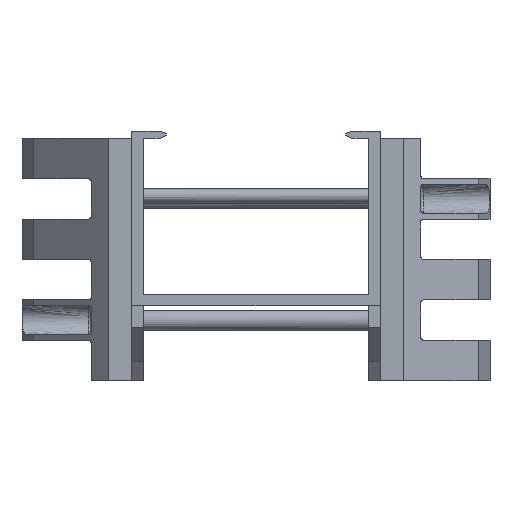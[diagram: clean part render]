
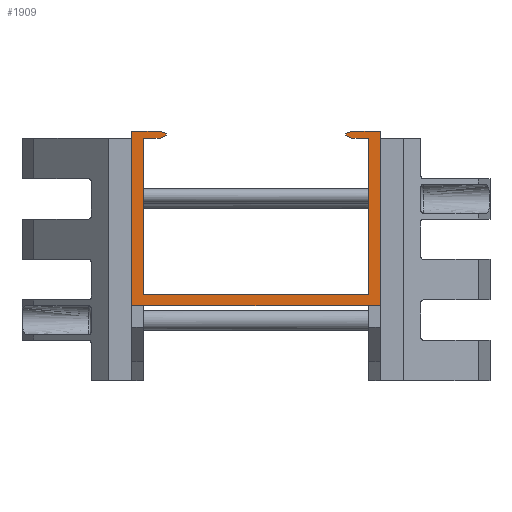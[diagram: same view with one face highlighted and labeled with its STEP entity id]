
A CAD part, front view. The second image highlights one B-rep face of the part: STEP entity #1909.
In plain terms, the highlighted free-form (B-spline) face has degree [1, 1] with [2, 2] control points.
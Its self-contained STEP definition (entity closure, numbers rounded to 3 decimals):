
#24 = VERTEX_POINT('',#25);
#25 = CARTESIAN_POINT('',(-202.898,-2241.317,
    -9.437));
#30 = EDGE_CURVE('',#24,#31,#33,.T.);
#31 = VERTEX_POINT('',#32);
#32 = CARTESIAN_POINT('',(-202.898,-2241.317,
    275.564));
#33 = B_SPLINE_CURVE_WITH_KNOTS('',1,(#34,#35),.UNSPECIFIED.,.F.,.F.,(2,
    2),(-290.,12.),.PIECEWISE_BEZIER_KNOTS.);
#34 = CARTESIAN_POINT('',(-202.898,-2241.317,
    -9.437));
#35 = CARTESIAN_POINT('',(-202.898,-2241.317,
    275.564));
#1909 = ADVANCED_FACE('',(#1910),#2016,.T.);
#1910 = FACE_BOUND('',#1911,.T.);
#1911 = EDGE_LOOP('',(#1912,#1921,#1928,#1935,#1942,#1949,#1954,#1955,
    #1962,#1969,#1976,#1983,#1990,#1997,#2004,#2011));
#1912 = ORIENTED_EDGE('',*,*,#1913,.F.);
#1913 = EDGE_CURVE('',#1914,#1916,#1918,.T.);
#1914 = VERTEX_POINT('',#1915);
#1915 = CARTESIAN_POINT('',(-184.024,-2241.317,
    264.239));
#1916 = VERTEX_POINT('',#1917);
#1917 = CARTESIAN_POINT('',(-184.024,-2241.317,
    9.437));
#1918 = B_SPLINE_CURVE_WITH_KNOTS('',1,(#1919,#1920),.UNSPECIFIED.,.F.,
  .F.,(2,2),(0.,270.),.PIECEWISE_BEZIER_KNOTS.);
#1919 = CARTESIAN_POINT('',(-184.024,-2241.317,
    264.239));
#1920 = CARTESIAN_POINT('',(-184.024,-2241.317,
    9.437));
#1921 = ORIENTED_EDGE('',*,*,#1922,.T.);
#1922 = EDGE_CURVE('',#1914,#1923,#1925,.T.);
#1923 = VERTEX_POINT('',#1924);
#1924 = CARTESIAN_POINT('',(-156.528,-2241.317,
    264.239));
#1925 = B_SPLINE_CURVE_WITH_KNOTS('',1,(#1926,#1927),.UNSPECIFIED.,.F.,
  .F.,(2,2),(-40.,-10.864),.PIECEWISE_BEZIER_KNOTS.);
#1926 = CARTESIAN_POINT('',(-184.024,-2241.317,
    264.239));
#1927 = CARTESIAN_POINT('',(-156.528,-2241.317,
    264.239));
#1928 = ORIENTED_EDGE('',*,*,#1929,.F.);
#1929 = EDGE_CURVE('',#1930,#1923,#1932,.T.);
#1930 = VERTEX_POINT('',#1931);
#1931 = CARTESIAN_POINT('',(-146.275,-2241.317,
    268.486));
#1932 = B_SPLINE_CURVE_WITH_KNOTS('',1,(#1933,#1934),.UNSPECIFIED.,.F.,
  .F.,(2,2),(-16.511,-4.752),.PIECEWISE_BEZIER_KNOTS.);
#1933 = CARTESIAN_POINT('',(-146.275,-2241.317,
    268.486));
#1934 = CARTESIAN_POINT('',(-156.528,-2241.317,
    264.239));
#1935 = ORIENTED_EDGE('',*,*,#1936,.T.);
#1936 = EDGE_CURVE('',#1930,#1937,#1939,.T.);
#1937 = VERTEX_POINT('',#1938);
#1938 = CARTESIAN_POINT('',(-146.275,-2241.317,
    271.317));
#1939 = B_SPLINE_CURVE_WITH_KNOTS('',1,(#1940,#1941),.UNSPECIFIED.,.F.,
  .F.,(2,2),(-7.5,-4.5),.PIECEWISE_BEZIER_KNOTS.);
#1940 = CARTESIAN_POINT('',(-146.275,-2241.317,
    268.486));
#1941 = CARTESIAN_POINT('',(-146.275,-2241.317,
    271.317));
#1942 = ORIENTED_EDGE('',*,*,#1943,.F.);
#1943 = EDGE_CURVE('',#1944,#1937,#1946,.T.);
#1944 = VERTEX_POINT('',#1945);
#1945 = CARTESIAN_POINT('',(-156.528,-2241.317,
    275.564));
#1946 = B_SPLINE_CURVE_WITH_KNOTS('',1,(#1947,#1948),.UNSPECIFIED.,.F.,
  .F.,(2,2),(4.752,16.511),.PIECEWISE_BEZIER_KNOTS.);
#1947 = CARTESIAN_POINT('',(-156.528,-2241.317,
    275.564));
#1948 = CARTESIAN_POINT('',(-146.275,-2241.317,
    271.317));
#1949 = ORIENTED_EDGE('',*,*,#1950,.T.);
#1950 = EDGE_CURVE('',#1944,#31,#1951,.T.);
#1951 = B_SPLINE_CURVE_WITH_KNOTS('',1,(#1952,#1953),.UNSPECIFIED.,.F.,
  .F.,(2,2),(-49.136,0.),.PIECEWISE_BEZIER_KNOTS.);
#1952 = CARTESIAN_POINT('',(-156.528,-2241.317,
    275.564));
#1953 = CARTESIAN_POINT('',(-202.898,-2241.317,
    275.564));
#1954 = ORIENTED_EDGE('',*,*,#30,.F.);
#1955 = ORIENTED_EDGE('',*,*,#1956,.T.);
#1956 = EDGE_CURVE('',#24,#1957,#1959,.T.);
#1957 = VERTEX_POINT('',#1958);
#1958 = CARTESIAN_POINT('',(202.898,-2241.317,
    -9.437));
#1959 = B_SPLINE_CURVE_WITH_KNOTS('',1,(#1960,#1961),.UNSPECIFIED.,.F.,
  .F.,(2,2),(-10.,420.),.PIECEWISE_BEZIER_KNOTS.);
#1960 = CARTESIAN_POINT('',(-202.898,-2241.317,
    -9.437));
#1961 = CARTESIAN_POINT('',(202.898,-2241.317,
    -9.437));
#1962 = ORIENTED_EDGE('',*,*,#1963,.T.);
#1963 = EDGE_CURVE('',#1957,#1964,#1966,.T.);
#1964 = VERTEX_POINT('',#1965);
#1965 = CARTESIAN_POINT('',(202.898,-2241.317,
    275.564));
#1966 = B_SPLINE_CURVE_WITH_KNOTS('',1,(#1967,#1968),.UNSPECIFIED.,.F.,
  .F.,(2,2),(-290.,12.),.PIECEWISE_BEZIER_KNOTS.);
#1967 = CARTESIAN_POINT('',(202.898,-2241.317,
    -9.437));
#1968 = CARTESIAN_POINT('',(202.898,-2241.317,
    275.564));
#1969 = ORIENTED_EDGE('',*,*,#1970,.T.);
#1970 = EDGE_CURVE('',#1964,#1971,#1973,.T.);
#1971 = VERTEX_POINT('',#1972);
#1972 = CARTESIAN_POINT('',(156.528,-2241.317,
    275.564));
#1973 = B_SPLINE_CURVE_WITH_KNOTS('',1,(#1974,#1975),.UNSPECIFIED.,.F.,
  .F.,(2,2),(0.,49.136),.PIECEWISE_BEZIER_KNOTS.);
#1974 = CARTESIAN_POINT('',(202.898,-2241.317,
    275.564));
#1975 = CARTESIAN_POINT('',(156.528,-2241.317,
    275.564));
#1976 = ORIENTED_EDGE('',*,*,#1977,.F.);
#1977 = EDGE_CURVE('',#1978,#1971,#1980,.T.);
#1978 = VERTEX_POINT('',#1979);
#1979 = CARTESIAN_POINT('',(146.275,-2241.317,
    271.317));
#1980 = B_SPLINE_CURVE_WITH_KNOTS('',1,(#1981,#1982),.UNSPECIFIED.,.F.,
  .F.,(2,2),(-16.511,-4.752),.PIECEWISE_BEZIER_KNOTS.);
#1981 = CARTESIAN_POINT('',(146.275,-2241.317,
    271.317));
#1982 = CARTESIAN_POINT('',(156.528,-2241.317,
    275.564));
#1983 = ORIENTED_EDGE('',*,*,#1984,.T.);
#1984 = EDGE_CURVE('',#1978,#1985,#1987,.T.);
#1985 = VERTEX_POINT('',#1986);
#1986 = CARTESIAN_POINT('',(146.275,-2241.317,
    268.486));
#1987 = B_SPLINE_CURVE_WITH_KNOTS('',1,(#1988,#1989),.UNSPECIFIED.,.F.,
  .F.,(2,2),(4.5,7.5),.PIECEWISE_BEZIER_KNOTS.);
#1988 = CARTESIAN_POINT('',(146.275,-2241.317,
    271.317));
#1989 = CARTESIAN_POINT('',(146.275,-2241.317,
    268.486));
#1990 = ORIENTED_EDGE('',*,*,#1991,.F.);
#1991 = EDGE_CURVE('',#1992,#1985,#1994,.T.);
#1992 = VERTEX_POINT('',#1993);
#1993 = CARTESIAN_POINT('',(156.528,-2241.317,
    264.239));
#1994 = B_SPLINE_CURVE_WITH_KNOTS('',1,(#1995,#1996),.UNSPECIFIED.,.F.,
  .F.,(2,2),(4.752,16.511),.PIECEWISE_BEZIER_KNOTS.);
#1995 = CARTESIAN_POINT('',(156.528,-2241.317,
    264.239));
#1996 = CARTESIAN_POINT('',(146.275,-2241.317,
    268.486));
#1997 = ORIENTED_EDGE('',*,*,#1998,.T.);
#1998 = EDGE_CURVE('',#1992,#1999,#2001,.T.);
#1999 = VERTEX_POINT('',#2000);
#2000 = CARTESIAN_POINT('',(184.024,-2241.317,
    264.239));
#2001 = B_SPLINE_CURVE_WITH_KNOTS('',1,(#2002,#2003),.UNSPECIFIED.,.F.,
  .F.,(2,2),(10.864,40.),.PIECEWISE_BEZIER_KNOTS.);
#2002 = CARTESIAN_POINT('',(156.528,-2241.317,
    264.239));
#2003 = CARTESIAN_POINT('',(184.024,-2241.317,
    264.239));
#2004 = ORIENTED_EDGE('',*,*,#2005,.F.);
#2005 = EDGE_CURVE('',#2006,#1999,#2008,.T.);
#2006 = VERTEX_POINT('',#2007);
#2007 = CARTESIAN_POINT('',(184.024,-2241.317,
    9.437));
#2008 = B_SPLINE_CURVE_WITH_KNOTS('',1,(#2009,#2010),.UNSPECIFIED.,.F.,
  .F.,(2,2),(-270.,0.),.PIECEWISE_BEZIER_KNOTS.);
#2009 = CARTESIAN_POINT('',(184.024,-2241.317,
    9.437));
#2010 = CARTESIAN_POINT('',(184.024,-2241.317,
    264.239));
#2011 = ORIENTED_EDGE('',*,*,#2012,.F.);
#2012 = EDGE_CURVE('',#1916,#2006,#2013,.T.);
#2013 = B_SPLINE_CURVE_WITH_KNOTS('',1,(#2014,#2015),.UNSPECIFIED.,.F.,
  .F.,(2,2),(0.,390.),.PIECEWISE_BEZIER_KNOTS.);
#2014 = CARTESIAN_POINT('',(-184.024,-2241.317,
    9.437));
#2015 = CARTESIAN_POINT('',(184.024,-2241.317,
    9.437));
#2016 = B_SPLINE_SURFACE_WITH_KNOTS('',1,1,(
    (#2017,#2018)
    ,(#2019,#2020
    )),.UNSPECIFIED.,.F.,.F.,.F.,(2,2),(2,2),(-12.,290.),(-10.,420.),
  .PIECEWISE_BEZIER_KNOTS.);
#2017 = CARTESIAN_POINT('',(-202.898,-2241.317,
    275.564));
#2018 = CARTESIAN_POINT('',(202.898,-2241.317,
    275.564));
#2019 = CARTESIAN_POINT('',(-202.898,-2241.317,
    -9.437));
#2020 = CARTESIAN_POINT('',(202.898,-2241.317,
    -9.437));
